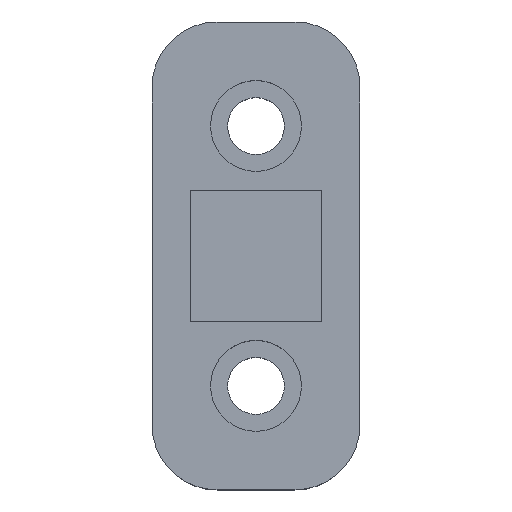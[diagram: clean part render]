
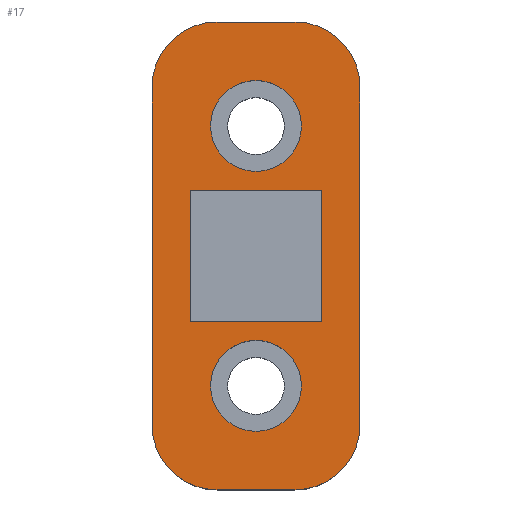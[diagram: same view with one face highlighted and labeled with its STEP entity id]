
A CAD part, top view. The second image highlights one B-rep face of the part: STEP entity #17.
In plain terms, the highlighted planar face has unit normal (0, 0, 1).
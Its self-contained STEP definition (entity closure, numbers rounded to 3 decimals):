
#17 = ADVANCED_FACE('',(#18,#88,#99,#133),#144,.T.);
#18 = FACE_BOUND('',#19,.T.);
#19 = EDGE_LOOP('',(#20,#30,#39,#47,#56,#64,#73,#81));
#20 = ORIENTED_EDGE('',*,*,#21,.T.);
#21 = EDGE_CURVE('',#22,#24,#26,.T.);
#22 = VERTEX_POINT('',#23);
#23 = CARTESIAN_POINT('',(8.,-13.001,1.001));
#24 = VERTEX_POINT('',#25);
#25 = CARTESIAN_POINT('',(8.,13.001,1.001));
#26 = LINE('',#27,#28);
#27 = CARTESIAN_POINT('',(8.,-18.,1.001));
#28 = VECTOR('',#29,1.);
#29 = DIRECTION('',(-0.,1.,0.));
#30 = ORIENTED_EDGE('',*,*,#31,.T.);
#31 = EDGE_CURVE('',#24,#32,#34,.T.);
#32 = VERTEX_POINT('',#33);
#33 = CARTESIAN_POINT('',(3.001,18.,1.001));
#34 = CIRCLE('',#35,4.999);
#35 = AXIS2_PLACEMENT_3D('',#36,#37,#38);
#36 = CARTESIAN_POINT('',(3.001,13.001,1.001));
#37 = DIRECTION('',(0.,0.,1.));
#38 = DIRECTION('',(0.,-1.,0.));
#39 = ORIENTED_EDGE('',*,*,#40,.F.);
#40 = EDGE_CURVE('',#41,#32,#43,.T.);
#41 = VERTEX_POINT('',#42);
#42 = CARTESIAN_POINT('',(-3.001,18.,1.001));
#43 = LINE('',#44,#45);
#44 = CARTESIAN_POINT('',(-8.,18.,1.001));
#45 = VECTOR('',#46,1.);
#46 = DIRECTION('',(1.,0.,-0.));
#47 = ORIENTED_EDGE('',*,*,#48,.F.);
#48 = EDGE_CURVE('',#49,#41,#51,.T.);
#49 = VERTEX_POINT('',#50);
#50 = CARTESIAN_POINT('',(-8.,13.001,1.001));
#51 = CIRCLE('',#52,4.999);
#52 = AXIS2_PLACEMENT_3D('',#53,#54,#55);
#53 = CARTESIAN_POINT('',(-3.001,13.001,1.001));
#54 = DIRECTION('',(-0.,-0.,-1.));
#55 = DIRECTION('',(0.,-1.,0.));
#56 = ORIENTED_EDGE('',*,*,#57,.F.);
#57 = EDGE_CURVE('',#58,#49,#60,.T.);
#58 = VERTEX_POINT('',#59);
#59 = CARTESIAN_POINT('',(-8.,-13.001,1.001));
#60 = LINE('',#61,#62);
#61 = CARTESIAN_POINT('',(-8.,-18.,1.001));
#62 = VECTOR('',#63,1.);
#63 = DIRECTION('',(-0.,1.,0.));
#64 = ORIENTED_EDGE('',*,*,#65,.T.);
#65 = EDGE_CURVE('',#58,#66,#68,.T.);
#66 = VERTEX_POINT('',#67);
#67 = CARTESIAN_POINT('',(-3.001,-18.,1.001));
#68 = CIRCLE('',#69,4.999);
#69 = AXIS2_PLACEMENT_3D('',#70,#71,#72);
#70 = CARTESIAN_POINT('',(-3.001,-13.001,1.001));
#71 = DIRECTION('',(0.,0.,1.));
#72 = DIRECTION('',(0.,-1.,0.));
#73 = ORIENTED_EDGE('',*,*,#74,.T.);
#74 = EDGE_CURVE('',#66,#75,#77,.T.);
#75 = VERTEX_POINT('',#76);
#76 = CARTESIAN_POINT('',(3.001,-18.,1.001));
#77 = LINE('',#78,#79);
#78 = CARTESIAN_POINT('',(-8.,-18.,1.001));
#79 = VECTOR('',#80,1.);
#80 = DIRECTION('',(1.,0.,-0.));
#81 = ORIENTED_EDGE('',*,*,#82,.T.);
#82 = EDGE_CURVE('',#75,#22,#83,.T.);
#83 = CIRCLE('',#84,4.999);
#84 = AXIS2_PLACEMENT_3D('',#85,#86,#87);
#85 = CARTESIAN_POINT('',(3.001,-13.001,1.001));
#86 = DIRECTION('',(0.,0.,1.));
#87 = DIRECTION('',(0.,-1.,0.));
#88 = FACE_BOUND('',#89,.T.);
#89 = EDGE_LOOP('',(#90));
#90 = ORIENTED_EDGE('',*,*,#91,.T.);
#91 = EDGE_CURVE('',#92,#92,#94,.T.);
#92 = VERTEX_POINT('',#93);
#93 = CARTESIAN_POINT('',(-3.5,-10.,1.001));
#94 = CIRCLE('',#95,3.5);
#95 = AXIS2_PLACEMENT_3D('',#96,#97,#98);
#96 = CARTESIAN_POINT('',(0.,-10.,1.001));
#97 = DIRECTION('',(0.,0.,-1.));
#98 = DIRECTION('',(-1.,0.,-0.));
#99 = FACE_BOUND('',#100,.T.);
#100 = EDGE_LOOP('',(#101,#111,#119,#127));
#101 = ORIENTED_EDGE('',*,*,#102,.F.);
#102 = EDGE_CURVE('',#103,#105,#107,.T.);
#103 = VERTEX_POINT('',#104);
#104 = CARTESIAN_POINT('',(-5.05,-5.05,1.001));
#105 = VERTEX_POINT('',#106);
#106 = CARTESIAN_POINT('',(5.05,-5.05,1.001));
#107 = LINE('',#108,#109);
#108 = CARTESIAN_POINT('',(-5.05,-5.05,1.001));
#109 = VECTOR('',#110,1.);
#110 = DIRECTION('',(1.,0.,-0.));
#111 = ORIENTED_EDGE('',*,*,#112,.T.);
#112 = EDGE_CURVE('',#103,#113,#115,.T.);
#113 = VERTEX_POINT('',#114);
#114 = CARTESIAN_POINT('',(-5.05,5.05,1.001));
#115 = LINE('',#116,#117);
#116 = CARTESIAN_POINT('',(-5.05,-5.05,1.001));
#117 = VECTOR('',#118,1.);
#118 = DIRECTION('',(-0.,1.,0.));
#119 = ORIENTED_EDGE('',*,*,#120,.T.);
#120 = EDGE_CURVE('',#113,#121,#123,.T.);
#121 = VERTEX_POINT('',#122);
#122 = CARTESIAN_POINT('',(5.05,5.05,1.001));
#123 = LINE('',#124,#125);
#124 = CARTESIAN_POINT('',(-5.05,5.05,1.001));
#125 = VECTOR('',#126,1.);
#126 = DIRECTION('',(1.,0.,-0.));
#127 = ORIENTED_EDGE('',*,*,#128,.F.);
#128 = EDGE_CURVE('',#105,#121,#129,.T.);
#129 = LINE('',#130,#131);
#130 = CARTESIAN_POINT('',(5.05,-5.05,1.001));
#131 = VECTOR('',#132,1.);
#132 = DIRECTION('',(-0.,1.,0.));
#133 = FACE_BOUND('',#134,.T.);
#134 = EDGE_LOOP('',(#135));
#135 = ORIENTED_EDGE('',*,*,#136,.T.);
#136 = EDGE_CURVE('',#137,#137,#139,.T.);
#137 = VERTEX_POINT('',#138);
#138 = CARTESIAN_POINT('',(-3.5,10.,1.001));
#139 = CIRCLE('',#140,3.5);
#140 = AXIS2_PLACEMENT_3D('',#141,#142,#143);
#141 = CARTESIAN_POINT('',(0.,10.,1.001));
#142 = DIRECTION('',(0.,0.,-1.));
#143 = DIRECTION('',(-1.,0.,-0.));
#144 = PLANE('',#145);
#145 = AXIS2_PLACEMENT_3D('',#146,#147,#148);
#146 = CARTESIAN_POINT('',(-8.,-18.,1.001));
#147 = DIRECTION('',(0.,0.,1.));
#148 = DIRECTION('',(1.,0.,-0.));
